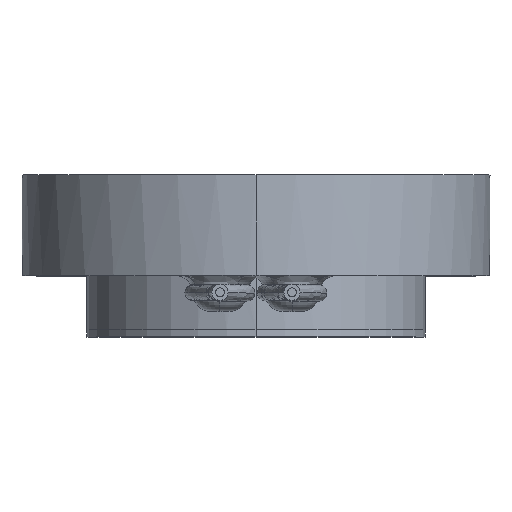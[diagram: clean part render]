
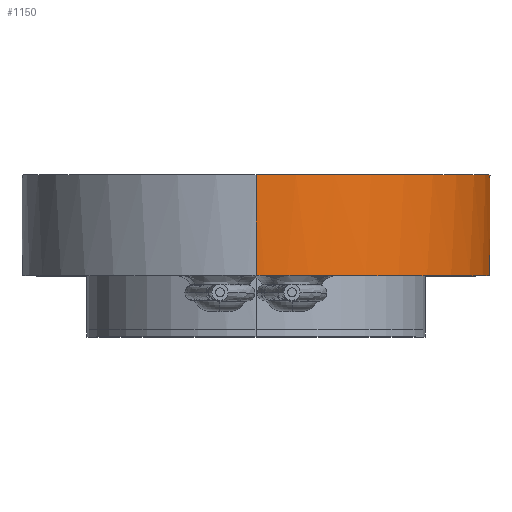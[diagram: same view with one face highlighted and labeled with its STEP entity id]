
A CAD part, top view. The second image highlights one B-rep face of the part: STEP entity #1150.
In plain terms, the highlighted cylindrical face has radius 6.5 mm (diameter 13 mm), a partial arc.
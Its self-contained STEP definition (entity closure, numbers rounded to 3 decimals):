
#13 = EDGE_CURVE ( 'NONE', #3153, #2435, #86, .T. ) ;
#46 = CYLINDRICAL_SURFACE ( 'NONE', #2268, 6.5 ) ;
#86 = CIRCLE ( 'NONE', #3799, 6.5 ) ;
#126 = VECTOR ( 'NONE', #3821, 1000. ) ;
#156 = FACE_OUTER_BOUND ( 'NONE', #3893, .T. ) ;
#212 = DIRECTION ( 'NONE',  ( 0., 0., 1. ) ) ;
#228 = LINE ( 'NONE', #3174, #126 ) ;
#264 = DIRECTION ( 'NONE',  ( 0., 0., 1. ) ) ;
#360 = CARTESIAN_POINT ( 'NONE',  ( 0., 2.7, 6.5 ) ) ;
#364 = VERTEX_POINT ( 'NONE', #1496 ) ;
#526 = ORIENTED_EDGE ( 'NONE', *, *, #705, .T. ) ;
#607 = VERTEX_POINT ( 'NONE', #724 ) ;
#705 = EDGE_CURVE ( 'NONE', #364, #3153, #1850, .T. ) ;
#724 = CARTESIAN_POINT ( 'NONE',  ( 0., 2.8, 6.5 ) ) ;
#754 = DIRECTION ( 'NONE',  ( 0., 1., 0. ) ) ;
#784 = DIRECTION ( 'NONE',  ( 0., 1., 0. ) ) ;
#914 = ORIENTED_EDGE ( 'NONE', *, *, #3156, .F. ) ;
#1009 = VERTEX_POINT ( 'NONE', #3356 ) ;
#1116 = CARTESIAN_POINT ( 'NONE',  ( 0., 2.7, 0. ) ) ;
#1150 = ADVANCED_FACE ( 'NONE', ( #156 ), #46, .T. ) ;
#1316 = ORIENTED_EDGE ( 'NONE', *, *, #3663, .T. ) ;
#1322 = LINE ( 'NONE', #360, #2175 ) ;
#1410 = CARTESIAN_POINT ( 'NONE',  ( 0., 2.7, 0. ) ) ;
#1464 = AXIS2_PLACEMENT_3D ( 'NONE', #1410, #3695, #1733 ) ;
#1475 = CARTESIAN_POINT ( 'NONE',  ( 0., 0., 0. ) ) ;
#1481 = CIRCLE ( 'NONE', #3964, 6.5 ) ;
#1496 = CARTESIAN_POINT ( 'NONE',  ( 0., 0., 6.5 ) ) ;
#1733 = DIRECTION ( 'NONE',  ( 0., 0., 1. ) ) ;
#1799 = CARTESIAN_POINT ( 'NONE',  ( 0., 0., -6.5 ) ) ;
#1846 = EDGE_CURVE ( 'NONE', #607, #364, #1322, .T. ) ;
#1850 = CIRCLE ( 'NONE', #3329, 6.5 ) ;
#1852 = CARTESIAN_POINT ( 'NONE',  ( 0.244, 0., 6.495 ) ) ;
#1956 = DIRECTION ( 'NONE',  ( 0., -1., 0. ) ) ;
#1994 = ORIENTED_EDGE ( 'NONE', *, *, #4126, .F. ) ;
#2127 = DIRECTION ( 'NONE',  ( 0., 1., 0. ) ) ;
#2175 = VECTOR ( 'NONE', #2579, 1000. ) ;
#2268 = AXIS2_PLACEMENT_3D ( 'NONE', #1116, #3375, #3707 ) ;
#2435 = VERTEX_POINT ( 'NONE', #3541 ) ;
#2443 = ORIENTED_EDGE ( 'NONE', *, *, #1846, .T. ) ;
#2468 = ORIENTED_EDGE ( 'NONE', *, *, #3903, .F. ) ;
#2540 = CARTESIAN_POINT ( 'NONE',  ( 0., 2.7, -6.5 ) ) ;
#2579 = DIRECTION ( 'NONE',  ( 0., -1., 0. ) ) ;
#2595 = CIRCLE ( 'NONE', #1464, 6.5 ) ;
#2618 = CARTESIAN_POINT ( 'NONE',  ( 0., 2.7, -6.5 ) ) ;
#2637 = CARTESIAN_POINT ( 'NONE',  ( 1.5, 2.8, -6.325 ) ) ;
#2647 = ORIENTED_EDGE ( 'NONE', *, *, #13, .T. ) ;
#2683 = CARTESIAN_POINT ( 'NONE',  ( 0., 0., 0. ) ) ;
#2710 = EDGE_CURVE ( 'NONE', #3204, #3909, #4038, .T. ) ;
#2715 = CARTESIAN_POINT ( 'NONE',  ( 0., 0., 0. ) ) ;
#2731 = VERTEX_POINT ( 'NONE', #2637 ) ;
#3013 = DIRECTION ( 'NONE',  ( 0., 0., 1. ) ) ;
#3037 = DIRECTION ( 'NONE',  ( 0., 0., 1. ) ) ;
#3153 = VERTEX_POINT ( 'NONE', #1852 ) ;
#3156 = EDGE_CURVE ( 'NONE', #2731, #1009, #228, .T. ) ;
#3174 = CARTESIAN_POINT ( 'NONE',  ( 1.5, 2.8, -6.325 ) ) ;
#3204 = VERTEX_POINT ( 'NONE', #2540 ) ;
#3290 = ORIENTED_EDGE ( 'NONE', *, *, #2710, .F. ) ;
#3329 = AXIS2_PLACEMENT_3D ( 'NONE', #2715, #784, #3037 ) ;
#3344 = DIRECTION ( 'NONE',  ( 0., 1., 0. ) ) ;
#3356 = CARTESIAN_POINT ( 'NONE',  ( 1.5, 2.7, -6.325 ) ) ;
#3375 = DIRECTION ( 'NONE',  ( 0., -1., 0. ) ) ;
#3392 = VECTOR ( 'NONE', #1956, 1000. ) ;
#3541 = CARTESIAN_POINT ( 'NONE',  ( 2.058, 0., 6.166 ) ) ;
#3663 = EDGE_CURVE ( 'NONE', #2435, #3909, #3837, .T. ) ;
#3695 = DIRECTION ( 'NONE',  ( 0., 1., 0. ) ) ;
#3707 = DIRECTION ( 'NONE',  ( 0., 0., -1. ) ) ;
#3799 = AXIS2_PLACEMENT_3D ( 'NONE', #1475, #3344, #212 ) ;
#3817 = AXIS2_PLACEMENT_3D ( 'NONE', #2683, #754, #3013 ) ;
#3821 = DIRECTION ( 'NONE',  ( 0., -1., 0. ) ) ;
#3837 = CIRCLE ( 'NONE', #3817, 6.5 ) ;
#3893 = EDGE_LOOP ( 'NONE', ( #2468, #2443, #526, #2647, #1316, #3290, #1994, #914 ) ) ;
#3903 = EDGE_CURVE ( 'NONE', #607, #2731, #1481, .T. ) ;
#3909 = VERTEX_POINT ( 'NONE', #1799 ) ;
#3964 = AXIS2_PLACEMENT_3D ( 'NONE', #4114, #2127, #264 ) ;
#4038 = LINE ( 'NONE', #2618, #3392 ) ;
#4114 = CARTESIAN_POINT ( 'NONE',  ( 0., 2.8, 0. ) ) ;
#4126 = EDGE_CURVE ( 'NONE', #1009, #3204, #2595, .T. ) ;
